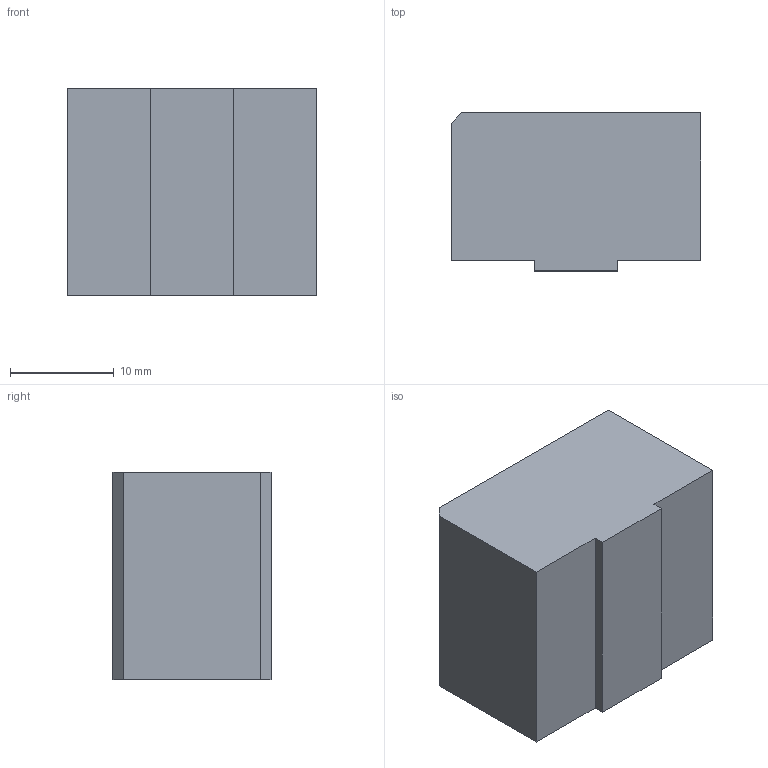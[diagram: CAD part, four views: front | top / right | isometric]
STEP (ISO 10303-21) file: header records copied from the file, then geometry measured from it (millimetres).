
FILE_DESCRIPTION(/* description */ (''),/* implementation_level */ '2;1');
FILE_NAME(/* name */ 'E_3_01_06_06_00_WKZ-0142.stp',/* time_stamp */ '2025-11-24T11:55:16+01:00',/* author */ ('d.fischer'),/* organization */ (''),/* preprocessor_version */ 'ST-DEVELOPER v20',/* originating_system */ 'Autodesk Inventor 2025',/* authorisation */ '');
FILE_SCHEMA (('AUTOMOTIVE_DESIGN { 1 0 10303 214 3 1 1 }'));
Length unit declared in the file: millimetre
Products named in the file (1): WKZ-0142
Bounding box: 24 x 15.2 x 20 mm (x, y, z)
Volume: 6966 mm3; surface area: 2252.9 mm2
Topology: 1 solids, 1 shells, 11 faces, 27 edges, 18 vertices
Faces by surface type: plane 11
Entity records: 372 total; most frequent: CARTESIAN_POINT 57, ORIENTED_EDGE 54, DIRECTION 51, LINE 27, VECTOR 27, EDGE_CURVE 27, VERTEX_POINT 18, AXIS2_PLACEMENT_3D 12
